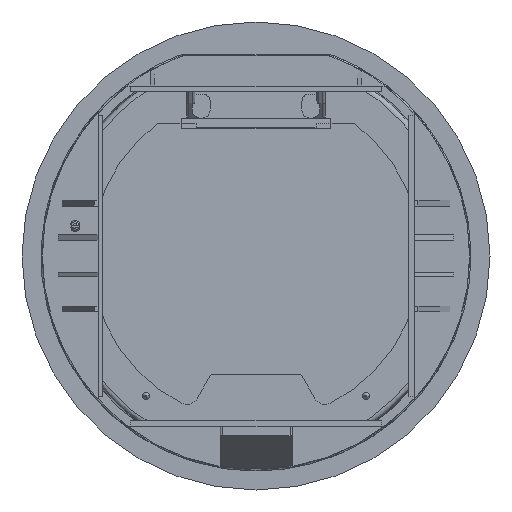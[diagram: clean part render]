
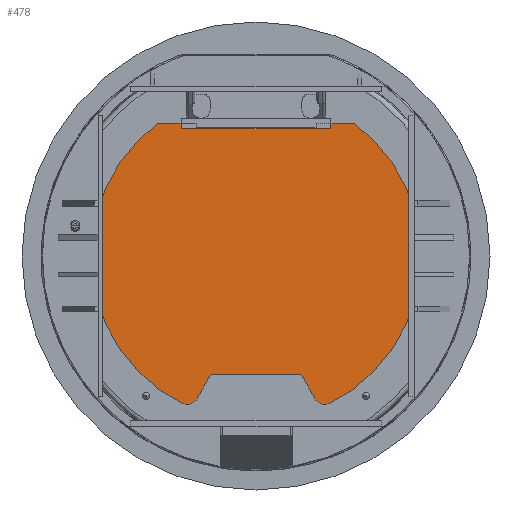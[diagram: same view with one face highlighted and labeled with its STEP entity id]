
A CAD part, front view. The second image highlights one B-rep face of the part: STEP entity #478.
In plain terms, the highlighted face is planar.
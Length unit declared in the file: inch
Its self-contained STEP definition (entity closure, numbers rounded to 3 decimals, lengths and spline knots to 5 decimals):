
#73 = VERTEX_POINT ( 'NONE', #9821 ) ;
#118 = AXIS2_PLACEMENT_3D ( 'NONE', #13868, #6723, #15012 ) ;
#176 = CIRCLE ( 'NONE', #12892, 0.01181 ) ;
#255 = CARTESIAN_POINT ( 'NONE',  ( 2.80408, 1.15799, 0.47244 ) ) ;
#318 = CARTESIAN_POINT ( 'NONE',  ( -2.60554, -1.9393, 0.47244 ) ) ;
#332 = CARTESIAN_POINT ( 'NONE',  ( -2.60787, -1.93225, 0.47244 ) ) ;
#360 = EDGE_CURVE ( 'NONE', #6735, #10207, #9386, .T. ) ;
#442 = EDGE_CURVE ( 'NONE', #11497, #2269, #15428, .T. ) ;
#463 = CARTESIAN_POINT ( 'NONE',  ( 0., -1.47638, 0.47244 ) ) ;
#478 = ADVANCED_FACE ( 'NONE', ( #10493 ), #2633, .T. ) ;
#868 = DIRECTION ( 'NONE',  ( 0., 0., 1. ) ) ;
#894 = VERTEX_POINT ( 'NONE', #7847 ) ;
#1033 = EDGE_CURVE ( 'NONE', #2269, #73, #11657, .T. ) ;
#1078 = ORIENTED_EDGE ( 'NONE', *, *, #6238, .F. ) ;
#1358 = AXIS2_PLACEMENT_3D ( 'NONE', #10107, #2830, #11317 ) ;
#1437 = ORIENTED_EDGE ( 'NONE', *, *, #14511, .T. ) ;
#1443 = VERTEX_POINT ( 'NONE', #332 ) ;
#1551 = CIRCLE ( 'NONE', #9877, 0.01181 ) ;
#1757 = ORIENTED_EDGE ( 'NONE', *, *, #13953, .T. ) ;
#2099 = DIRECTION ( 'NONE',  ( 1., 0., 0. ) ) ;
#2117 = CARTESIAN_POINT ( 'NONE',  ( -2.60787, 1.93225, 0.47244 ) ) ;
#2136 = DIRECTION ( 'NONE',  ( 0., 0., 1. ) ) ;
#2150 = CARTESIAN_POINT ( 'NONE',  ( 0., 0., 0.47244 ) ) ;
#2267 = CIRCLE ( 'NONE', #4432, 0.23622 ) ;
#2269 = VERTEX_POINT ( 'NONE', #5656 ) ;
#2331 = AXIS2_PLACEMENT_3D ( 'NONE', #10714, #3456, #11898 ) ;
#2449 = EDGE_CURVE ( 'NONE', #11497, #894, #2267, .T. ) ;
#2633 = PLANE ( 'NONE',  #4364 ) ;
#2830 = DIRECTION ( 'NONE',  ( 0., 0., 1. ) ) ;
#2956 = DIRECTION ( 'NONE',  ( -1., 0., 0. ) ) ;
#3021 = DIRECTION ( 'NONE',  ( 0., 0., 1. ) ) ;
#3027 = CARTESIAN_POINT ( 'NONE',  ( -2.52126, -1.46457, 0.47244 ) ) ;
#3042 = CARTESIAN_POINT ( 'NONE',  ( 2.68597, 1.36256, 0.47244 ) ) ;
#3236 = DIRECTION ( 'NONE',  ( -0.866, -0.5, 0. ) ) ;
#3269 = CARTESIAN_POINT ( 'NONE',  ( 2.33268, 0.88583, 0.47244 ) ) ;
#3292 = LINE ( 'NONE', #6422, #6517 ) ;
#3296 = AXIS2_PLACEMENT_3D ( 'NONE', #12745, #5508, #13920 ) ;
#3374 = CARTESIAN_POINT ( 'NONE',  ( -2.50945, 1.46457, 0.47244 ) ) ;
#3456 = DIRECTION ( 'NONE',  ( 0., 0., 1. ) ) ;
#3590 = ORIENTED_EDGE ( 'NONE', *, *, #11296, .T. ) ;
#3761 = ORIENTED_EDGE ( 'NONE', *, *, #6537, .T. ) ;
#3793 = ORIENTED_EDGE ( 'NONE', *, *, #10596, .T. ) ;
#4211 = DIRECTION ( 'NONE',  ( -1., 0., 0. ) ) ;
#4364 = AXIS2_PLACEMENT_3D ( 'NONE', #2150, #2136, #2099 ) ;
#4432 = AXIS2_PLACEMENT_3D ( 'NONE', #3042, #3021, #2956 ) ;
#4605 = DIRECTION ( 'NONE',  ( 0., 0., 1. ) ) ;
#4697 = CARTESIAN_POINT ( 'NONE',  ( 2.33268, -0.88583, 0.47244 ) ) ;
#4719 = VERTEX_POINT ( 'NONE', #5651 ) ;
#4794 = VERTEX_POINT ( 'NONE', #8121 ) ;
#4840 = LINE ( 'NONE', #463, #7693 ) ;
#4925 = CARTESIAN_POINT ( 'NONE',  ( -2.50945, 0., 0.47244 ) ) ;
#4977 = DIRECTION ( 'NONE',  ( 0., -1., 0. ) ) ;
#5201 = ORIENTED_EDGE ( 'NONE', *, *, #14721, .T. ) ;
#5219 = VECTOR ( 'NONE', #7245, 39.37008 ) ;
#5224 = ORIENTED_EDGE ( 'NONE', *, *, #360, .T. ) ;
#5414 = CARTESIAN_POINT ( 'NONE',  ( 2.33268, -0.88583, 0.47244 ) ) ;
#5463 = DIRECTION ( 'NONE',  ( 0., 1., 0. ) ) ;
#5507 = EDGE_CURVE ( 'NONE', #6945, #4794, #4840, .T. ) ;
#5508 = DIRECTION ( 'NONE',  ( 0., 0., 1. ) ) ;
#5651 = CARTESIAN_POINT ( 'NONE',  ( 2.89663, -1.46943, 0.47244 ) ) ;
#5656 = CARTESIAN_POINT ( 'NONE',  ( 2.33268, 0.88583, 0.47244 ) ) ;
#5913 = DIRECTION ( 'NONE',  ( 0.866, -0.5, 0. ) ) ;
#5921 = VECTOR ( 'NONE', #5463, 39.37008 ) ;
#5984 = ORIENTED_EDGE ( 'NONE', *, *, #8162, .F. ) ;
#6182 = VERTEX_POINT ( 'NONE', #12606 ) ;
#6238 = EDGE_CURVE ( 'NONE', #7743, #13295, #15425, .T. ) ;
#6422 = CARTESIAN_POINT ( 'NONE',  ( 0., 1.47638, 0.47244 ) ) ;
#6517 = VECTOR ( 'NONE', #13569, 39.37008 ) ;
#6537 = EDGE_CURVE ( 'NONE', #1443, #12637, #10281, .T. ) ;
#6588 = CARTESIAN_POINT ( 'NONE',  ( -2.60787, 1.93225, 0.47244 ) ) ;
#6616 = CARTESIAN_POINT ( 'NONE',  ( -2.60787, 1.93225, 0.47244 ) ) ;
#6723 = DIRECTION ( 'NONE',  ( 0., 0., -1. ) ) ;
#6735 = VERTEX_POINT ( 'NONE', #3374 ) ;
#6945 = VERTEX_POINT ( 'NONE', #12645 ) ;
#7131 = EDGE_CURVE ( 'NONE', #1443, #4794, #7176, .T. ) ;
#7176 = LINE ( 'NONE', #2117, #13146 ) ;
#7245 = DIRECTION ( 'NONE',  ( 0., -1., 0. ) ) ;
#7545 = EDGE_LOOP ( 'NONE', ( #13265, #3590, #1078, #5201, #1757, #5224, #7968, #13822, #15020, #3761, #1437, #3793, #5984, #11285, #12278, #9584 ) ) ;
#7693 = VECTOR ( 'NONE', #11404, 39.37008 ) ;
#7743 = VERTEX_POINT ( 'NONE', #11903 ) ;
#7847 = CARTESIAN_POINT ( 'NONE',  ( 2.89663, 1.46943, 0.47244 ) ) ;
#7968 = ORIENTED_EDGE ( 'NONE', *, *, #14821, .T. ) ;
#8121 = CARTESIAN_POINT ( 'NONE',  ( -2.60787, -1.47638, 0.47244 ) ) ;
#8162 = EDGE_CURVE ( 'NONE', #73, #14048, #11714, .T. ) ;
#8163 = CARTESIAN_POINT ( 'NONE',  ( 0., 0., 0.47244 ) ) ;
#8396 = CARTESIAN_POINT ( 'NONE',  ( -2.52126, 1.47638, 0.47244 ) ) ;
#8425 = CIRCLE ( 'NONE', #2331, 3.24803 ) ;
#8772 = VECTOR ( 'NONE', #3236, 39.37008 ) ;
#8803 = CARTESIAN_POINT ( 'NONE',  ( 2.80408, -1.15799, 0.47244 ) ) ;
#8913 = VECTOR ( 'NONE', #5913, 39.37008 ) ;
#9386 = LINE ( 'NONE', #4925, #12542 ) ;
#9398 = DIRECTION ( 'NONE',  ( -1., 0., 0. ) ) ;
#9584 = ORIENTED_EDGE ( 'NONE', *, *, #2449, .T. ) ;
#9821 = CARTESIAN_POINT ( 'NONE',  ( 2.33268, -0.88583, 0.47244 ) ) ;
#9877 = AXIS2_PLACEMENT_3D ( 'NONE', #3027, #11485, #4211 ) ;
#10107 = CARTESIAN_POINT ( 'NONE',  ( -2.59606, -1.93225, 0.47244 ) ) ;
#10207 = VERTEX_POINT ( 'NONE', #13479 ) ;
#10281 = CIRCLE ( 'NONE', #1358, 0.01181 ) ;
#10493 = FACE_OUTER_BOUND ( 'NONE', #7545, .T. ) ;
#10596 = EDGE_CURVE ( 'NONE', #4719, #14048, #13558, .T. ) ;
#10714 = CARTESIAN_POINT ( 'NONE',  ( 0., 0., 0.47244 ) ) ;
#11200 = AXIS2_PLACEMENT_3D ( 'NONE', #8163, #868, #9398 ) ;
#11285 = ORIENTED_EDGE ( 'NONE', *, *, #1033, .F. ) ;
#11296 = EDGE_CURVE ( 'NONE', #6182, #13295, #176, .T. ) ;
#11317 = DIRECTION ( 'NONE',  ( -1., 0., 0. ) ) ;
#11404 = DIRECTION ( 'NONE',  ( -1., 0., 0. ) ) ;
#11485 = DIRECTION ( 'NONE',  ( 0., 0., -1. ) ) ;
#11497 = VERTEX_POINT ( 'NONE', #255 ) ;
#11657 = LINE ( 'NONE', #5414, #5219 ) ;
#11714 = LINE ( 'NONE', #4697, #8913 ) ;
#11792 = DIRECTION ( 'NONE',  ( 0., 1., 0. ) ) ;
#11845 = CARTESIAN_POINT ( 'NONE',  ( -2.59606, 1.93225, 0.47244 ) ) ;
#11898 = DIRECTION ( 'NONE',  ( -1., 0., 0. ) ) ;
#11903 = CARTESIAN_POINT ( 'NONE',  ( -2.60787, 1.47638, 0.47244 ) ) ;
#12278 = ORIENTED_EDGE ( 'NONE', *, *, #442, .F. ) ;
#12411 = CIRCLE ( 'NONE', #118, 0.01181 ) ;
#12436 = VERTEX_POINT ( 'NONE', #8396 ) ;
#12542 = VECTOR ( 'NONE', #4977, 39.37008 ) ;
#12606 = CARTESIAN_POINT ( 'NONE',  ( -2.60554, 1.9393, 0.47244 ) ) ;
#12637 = VERTEX_POINT ( 'NONE', #318 ) ;
#12645 = CARTESIAN_POINT ( 'NONE',  ( -2.52126, -1.47638, 0.47244 ) ) ;
#12745 = CARTESIAN_POINT ( 'NONE',  ( 2.68597, -1.36256, 0.47244 ) ) ;
#12892 = AXIS2_PLACEMENT_3D ( 'NONE', #11845, #4605, #13026 ) ;
#13026 = DIRECTION ( 'NONE',  ( -1., 0., 0. ) ) ;
#13146 = VECTOR ( 'NONE', #11792, 39.37008 ) ;
#13265 = ORIENTED_EDGE ( 'NONE', *, *, #14970, .T. ) ;
#13295 = VERTEX_POINT ( 'NONE', #6588 ) ;
#13479 = CARTESIAN_POINT ( 'NONE',  ( -2.50945, -1.46457, 0.47244 ) ) ;
#13558 = CIRCLE ( 'NONE', #3296, 0.23622 ) ;
#13569 = DIRECTION ( 'NONE',  ( 1., 0., 0. ) ) ;
#13781 = CIRCLE ( 'NONE', #11200, 3.24803 ) ;
#13822 = ORIENTED_EDGE ( 'NONE', *, *, #5507, .T. ) ;
#13868 = CARTESIAN_POINT ( 'NONE',  ( -2.52126, 1.46457, 0.47244 ) ) ;
#13920 = DIRECTION ( 'NONE',  ( -1., 0., 0. ) ) ;
#13953 = EDGE_CURVE ( 'NONE', #12436, #6735, #12411, .T. ) ;
#14048 = VERTEX_POINT ( 'NONE', #8803 ) ;
#14511 = EDGE_CURVE ( 'NONE', #12637, #4719, #8425, .T. ) ;
#14721 = EDGE_CURVE ( 'NONE', #7743, #12436, #3292, .T. ) ;
#14821 = EDGE_CURVE ( 'NONE', #10207, #6945, #1551, .T. ) ;
#14970 = EDGE_CURVE ( 'NONE', #894, #6182, #13781, .T. ) ;
#15012 = DIRECTION ( 'NONE',  ( -1., 0., 0. ) ) ;
#15020 = ORIENTED_EDGE ( 'NONE', *, *, #7131, .F. ) ;
#15425 = LINE ( 'NONE', #6616, #5921 ) ;
#15428 = LINE ( 'NONE', #3269, #8772 ) ;
